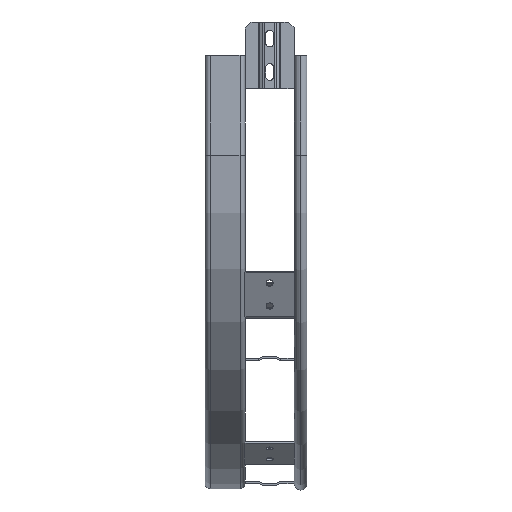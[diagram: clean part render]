
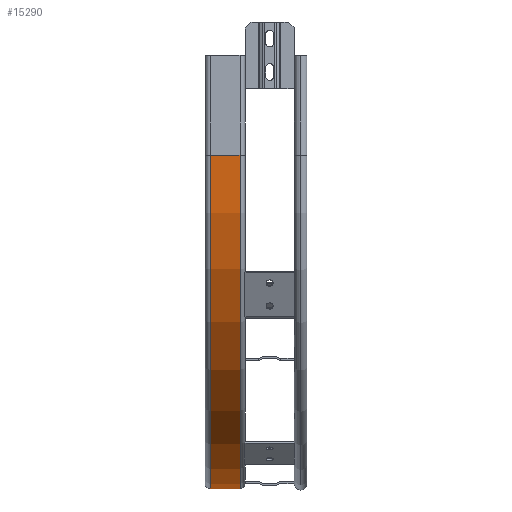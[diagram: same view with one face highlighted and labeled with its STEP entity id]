
A CAD part, left-side view. The second image highlights one B-rep face of the part: STEP entity #15290.
In plain terms, the highlighted cylindrical face has radius 500 mm (diameter 1000 mm), a partial arc.
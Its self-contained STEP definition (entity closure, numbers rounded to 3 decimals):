
#129 = DIRECTION ( 'NONE',  ( 0., 1., 0. ) ) ;
#2092 = VERTEX_POINT ( 'NONE', #7590 ) ;
#2470 = ORIENTED_EDGE ( 'NONE', *, *, #13323, .F. ) ;
#2490 = VECTOR ( 'NONE', #15715, 1000. ) ;
#3747 = AXIS2_PLACEMENT_3D ( 'NONE', #15977, #5282, #17359 ) ;
#3822 = VERTEX_POINT ( 'NONE', #8011 ) ;
#4075 = VECTOR ( 'NONE', #14568, 1000. ) ;
#4617 = CIRCLE ( 'NONE', #8824, 500. ) ;
#5154 = CYLINDRICAL_SURFACE ( 'NONE', #3747, 500. ) ;
#5282 = DIRECTION ( 'NONE',  ( 0., 1., 0. ) ) ;
#5312 = CIRCLE ( 'NONE', #14254, 500. ) ;
#6488 = CARTESIAN_POINT ( 'NONE',  ( -185., -22.5, -150. ) ) ;
#6844 = EDGE_CURVE ( 'NONE', #2092, #7107, #4617, .T. ) ;
#7107 = VERTEX_POINT ( 'NONE', #6488 ) ;
#7432 = ORIENTED_EDGE ( 'NONE', *, *, #10414, .F. ) ;
#7499 = EDGE_CURVE ( 'NONE', #7107, #3822, #13564, .T. ) ;
#7590 = CARTESIAN_POINT ( 'NONE',  ( 315., -22.5, -650. ) ) ;
#7865 = ORIENTED_EDGE ( 'NONE', *, *, #7499, .T. ) ;
#8011 = CARTESIAN_POINT ( 'NONE',  ( -185., 22.5, -150. ) ) ;
#8824 = AXIS2_PLACEMENT_3D ( 'NONE', #10865, #10998, #11038 ) ;
#8839 = CARTESIAN_POINT ( 'NONE',  ( 315., 22.5, -150. ) ) ;
#10191 = DIRECTION ( 'NONE',  ( 1., 0., 0. ) ) ;
#10414 = EDGE_CURVE ( 'NONE', #17926, #3822, #5312, .T. ) ;
#10865 = CARTESIAN_POINT ( 'NONE',  ( 315., -22.5, -150. ) ) ;
#10998 = DIRECTION ( 'NONE',  ( 0., 1., 0. ) ) ;
#11038 = DIRECTION ( 'NONE',  ( 1., 0., 0. ) ) ;
#11475 = LINE ( 'NONE', #13260, #4075 ) ;
#11911 = ORIENTED_EDGE ( 'NONE', *, *, #6844, .T. ) ;
#12424 = FACE_OUTER_BOUND ( 'NONE', #16321, .T. ) ;
#13260 = CARTESIAN_POINT ( 'NONE',  ( 315., 6.791, -650. ) ) ;
#13323 = EDGE_CURVE ( 'NONE', #2092, #17926, #11475, .T. ) ;
#13564 = LINE ( 'NONE', #15836, #2490 ) ;
#14254 = AXIS2_PLACEMENT_3D ( 'NONE', #8839, #129, #10191 ) ;
#14568 = DIRECTION ( 'NONE',  ( 0., 1., 0. ) ) ;
#15290 = ADVANCED_FACE ( 'NONE', ( #12424 ), #5154, .T. ) ;
#15715 = DIRECTION ( 'NONE',  ( 0., 1., 0. ) ) ;
#15836 = CARTESIAN_POINT ( 'NONE',  ( -185., 6.791, -150. ) ) ;
#15977 = CARTESIAN_POINT ( 'NONE',  ( 315., 0., -150. ) ) ;
#16321 = EDGE_LOOP ( 'NONE', ( #2470, #11911, #7865, #7432 ) ) ;
#17234 = CARTESIAN_POINT ( 'NONE',  ( 315., 22.5, -650. ) ) ;
#17359 = DIRECTION ( 'NONE',  ( 1., 0., 0. ) ) ;
#17926 = VERTEX_POINT ( 'NONE', #17234 ) ;
